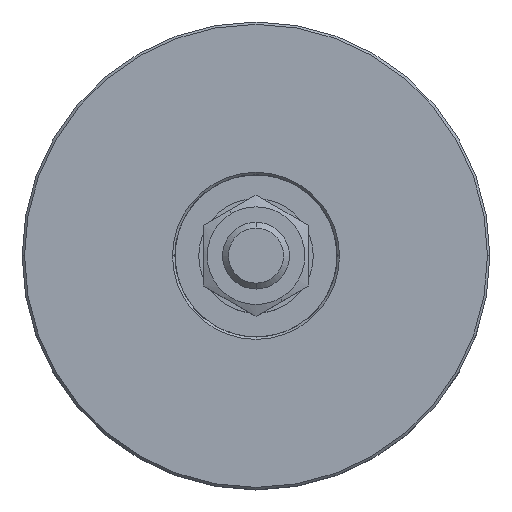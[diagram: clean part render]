
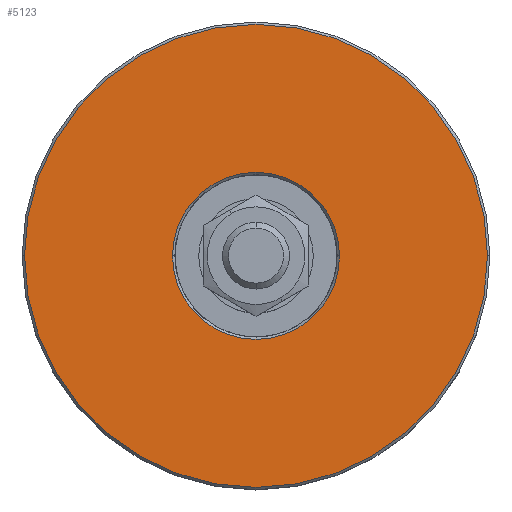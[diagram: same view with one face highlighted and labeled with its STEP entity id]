
A CAD part, top view. The second image highlights one B-rep face of the part: STEP entity #5123.
In plain terms, the highlighted planar face has unit normal (0, 0, 1).
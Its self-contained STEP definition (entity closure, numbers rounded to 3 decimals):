
#132 = EDGE_CURVE ( 'NONE', #2562, #4178, #8293, .T. ) ;
#1224 = DIRECTION ( 'NONE',  ( 0., 0., -1. ) ) ;
#1381 = ORIENTED_EDGE ( 'NONE', *, *, #5656, .T. ) ;
#1492 = CARTESIAN_POINT ( 'NONE',  ( 0., -0.364, 14. ) ) ;
#1771 = DIRECTION ( 'NONE',  ( -1., 0., 0. ) ) ;
#2162 = EDGE_CURVE ( 'NONE', #2965, #7939, #5140, .T. ) ;
#2247 = AXIS2_PLACEMENT_3D ( 'NONE', #3256, #4663, #4634 ) ;
#2562 = VERTEX_POINT ( 'NONE', #8179 ) ;
#2965 = VERTEX_POINT ( 'NONE', #8783 ) ;
#3064 = CARTESIAN_POINT ( 'NONE',  ( -17.5, -0.364, 14. ) ) ;
#3140 = CARTESIAN_POINT ( 'NONE',  ( 0., -0.364, 14. ) ) ;
#3164 = CARTESIAN_POINT ( 'NONE',  ( 0., 16.636, 14. ) ) ;
#3235 = DIRECTION ( 'NONE',  ( -1., 0., 0. ) ) ;
#3256 = CARTESIAN_POINT ( 'NONE',  ( 0., -0.364, 14. ) ) ;
#3978 = ORIENTED_EDGE ( 'NONE', *, *, #132, .T. ) ;
#4111 = CARTESIAN_POINT ( 'NONE',  ( -48.5, -0.364, 14. ) ) ;
#4178 = VERTEX_POINT ( 'NONE', #3064 ) ;
#4616 = EDGE_LOOP ( 'NONE', ( #3978, #1381 ) ) ;
#4634 = DIRECTION ( 'NONE',  ( -1., 0., 0. ) ) ;
#4663 = DIRECTION ( 'NONE',  ( 0., 0., -1. ) ) ;
#4842 = CIRCLE ( 'NONE', #5605, 17.5 ) ;
#4979 = FACE_OUTER_BOUND ( 'NONE', #5292, .T. ) ;
#4980 = ORIENTED_EDGE ( 'NONE', *, *, #8774, .T. ) ;
#5123 = ADVANCED_FACE ( 'NONE', ( #7411, #4979 ), #5409, .F. ) ;
#5140 = CIRCLE ( 'NONE', #6018, 48.5 ) ;
#5245 = AXIS2_PLACEMENT_3D ( 'NONE', #3164, #1224, #1771 ) ;
#5292 = EDGE_LOOP ( 'NONE', ( #4980, #5300 ) ) ;
#5300 = ORIENTED_EDGE ( 'NONE', *, *, #2162, .T. ) ;
#5343 = DIRECTION ( 'NONE',  ( 0., 0., -1. ) ) ;
#5409 = PLANE ( 'NONE',  #5245 ) ;
#5605 = AXIS2_PLACEMENT_3D ( 'NONE', #3140, #5343, #3235 ) ;
#5656 = EDGE_CURVE ( 'NONE', #4178, #2562, #4842, .T. ) ;
#6018 = AXIS2_PLACEMENT_3D ( 'NONE', #1492, #7106, #8444 ) ;
#6532 = AXIS2_PLACEMENT_3D ( 'NONE', #7975, #6565, #6589 ) ;
#6565 = DIRECTION ( 'NONE',  ( 0., 0., 1. ) ) ;
#6589 = DIRECTION ( 'NONE',  ( -1., 0., 0. ) ) ;
#6929 = CIRCLE ( 'NONE', #6532, 48.5 ) ;
#7106 = DIRECTION ( 'NONE',  ( 0., 0., 1. ) ) ;
#7411 = FACE_BOUND ( 'NONE', #4616, .T. ) ;
#7939 = VERTEX_POINT ( 'NONE', #4111 ) ;
#7975 = CARTESIAN_POINT ( 'NONE',  ( 0., -0.364, 14. ) ) ;
#8179 = CARTESIAN_POINT ( 'NONE',  ( 17.5, -0.364, 14. ) ) ;
#8293 = CIRCLE ( 'NONE', #2247, 17.5 ) ;
#8444 = DIRECTION ( 'NONE',  ( -1., 0., 0. ) ) ;
#8774 = EDGE_CURVE ( 'NONE', #7939, #2965, #6929, .T. ) ;
#8783 = CARTESIAN_POINT ( 'NONE',  ( 48.5, -0.364, 14. ) ) ;
